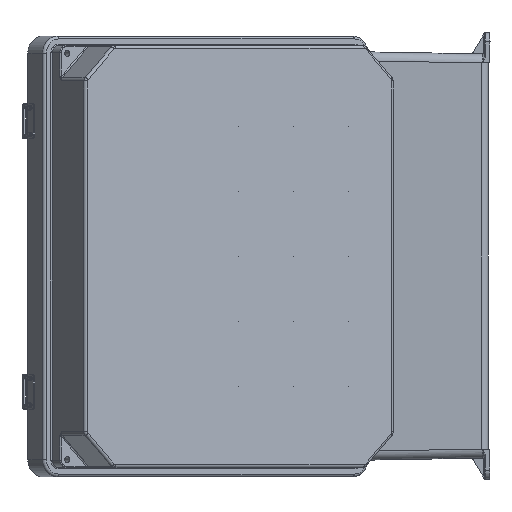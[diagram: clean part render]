
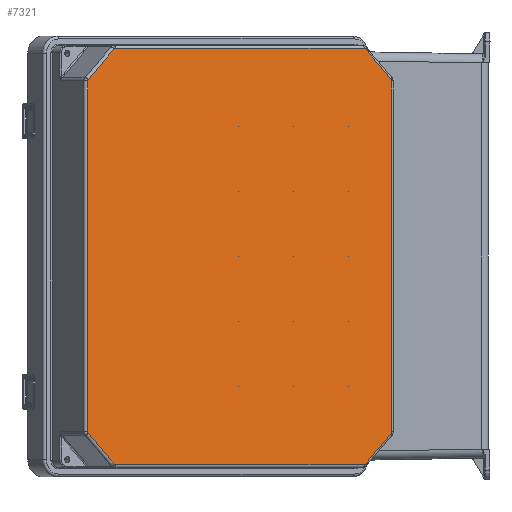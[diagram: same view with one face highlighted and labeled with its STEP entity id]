
A CAD part, left-side view. The second image highlights one B-rep face of the part: STEP entity #7321.
In plain terms, the highlighted face is planar.
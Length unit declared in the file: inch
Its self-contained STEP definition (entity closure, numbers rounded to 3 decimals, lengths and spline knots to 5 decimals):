
#237 = CARTESIAN_POINT ( 'NONE',  ( -6.23622, 3.24803, -13.75511 ) ) ;
#375 = VERTEX_POINT ( 'NONE', #16607 ) ;
#700 = DIRECTION ( 'NONE',  ( 0., 0., -1. ) ) ;
#701 = CARTESIAN_POINT ( 'NONE',  ( 6.23622, 3.24803, -1.55985 ) ) ;
#1515 = DIRECTION ( 'NONE',  ( 0., -1., 0. ) ) ;
#1651 = AXIS2_PLACEMENT_3D ( 'NONE', #7729, #33119, #11366 ) ;
#1806 = AXIS2_PLACEMENT_3D ( 'NONE', #44004, #22419, #700 ) ;
#2092 = CARTESIAN_POINT ( 'NONE',  ( 5.09763, 3.24803, -14.8937 ) ) ;
#2148 = EDGE_CURVE ( 'NONE', #3125, #39725, #23683, .T. ) ;
#2154 = DIRECTION ( 'NONE',  ( -0.707, 0., 0.707 ) ) ;
#2995 = LINE ( 'NONE', #10960, #29657 ) ;
#3123 = VERTEX_POINT ( 'NONE', #10908 ) ;
#3125 = VERTEX_POINT ( 'NONE', #29175 ) ;
#3430 = EDGE_LOOP ( 'NONE', ( #41975, #19420, #41927, #14121, #23183, #39536, #39945, #4576, #37748, #35146, #32246, #9838, #46403, #39144, #16507, #40285 ) ) ;
#3847 = CARTESIAN_POINT ( 'NONE',  ( -5.09763, 3.24803, -14.81496 ) ) ;
#4550 = DIRECTION ( 'NONE',  ( 0., 0., 1. ) ) ;
#4576 = ORIENTED_EDGE ( 'NONE', *, *, #2148, .T. ) ;
#4692 = CIRCLE ( 'NONE', #1651, 0.07874 ) ;
#5063 = LINE ( 'NONE', #41383, #23261 ) ;
#5245 = CIRCLE ( 'NONE', #25073, 0.07874 ) ;
#5399 = LINE ( 'NONE', #9126, #23583 ) ;
#5472 = CARTESIAN_POINT ( 'NONE',  ( 6.21316, 3.24803, -13.81078 ) ) ;
#5841 = AXIS2_PLACEMENT_3D ( 'NONE', #23250, #1515, #26857 ) ;
#5920 = CARTESIAN_POINT ( 'NONE',  ( -6.21316, 3.24803, -13.81078 ) ) ;
#6473 = VECTOR ( 'NONE', #39436, 39.37008 ) ;
#6571 = LINE ( 'NONE', #19575, #24746 ) ;
#7067 = VERTEX_POINT ( 'NONE', #27750 ) ;
#7321 = ADVANCED_FACE ( 'NONE', ( #46661 ), #22671, .T. ) ;
#7484 = DIRECTION ( 'NONE',  ( 0., 0., -1. ) ) ;
#7622 = AXIS2_PLACEMENT_3D ( 'NONE', #11675, #26280, #4550 ) ;
#7729 = CARTESIAN_POINT ( 'NONE',  ( 6.15748, 3.24803, -13.75511 ) ) ;
#7964 = EDGE_CURVE ( 'NONE', #37574, #3123, #22935, .T. ) ;
#8504 = EDGE_CURVE ( 'NONE', #44924, #31742, #4692, .T. ) ;
#8758 = DIRECTION ( 'NONE',  ( 0., 1., 0. ) ) ;
#9020 = CIRCLE ( 'NONE', #33944, 0.07874 ) ;
#9126 = CARTESIAN_POINT ( 'NONE',  ( 6.23622, 3.24803, -7.65748 ) ) ;
#9838 = ORIENTED_EDGE ( 'NONE', *, *, #16879, .F. ) ;
#10768 = CARTESIAN_POINT ( 'NONE',  ( 6.23622, 3.24803, -13.75511 ) ) ;
#10905 = VERTEX_POINT ( 'NONE', #40431 ) ;
#10908 = CARTESIAN_POINT ( 'NONE',  ( -6.23622, 3.24803, -1.55985 ) ) ;
#10960 = CARTESIAN_POINT ( 'NONE',  ( -6.21316, 3.24803, -1.50418 ) ) ;
#11221 = EDGE_CURVE ( 'NONE', #24818, #44924, #38996, .T. ) ;
#11366 = DIRECTION ( 'NONE',  ( 0., 0., -1. ) ) ;
#11651 = EDGE_CURVE ( 'NONE', #39725, #45126, #42967, .T. ) ;
#11675 = CARTESIAN_POINT ( 'NONE',  ( 0., 3.24803, -0.32283 ) ) ;
#12782 = DIRECTION ( 'NONE',  ( 0., 0., -1. ) ) ;
#13072 = VERTEX_POINT ( 'NONE', #15698 ) ;
#13296 = DIRECTION ( 'NONE',  ( 0., 1., 0. ) ) ;
#13345 = DIRECTION ( 'NONE',  ( 0., 1., 0. ) ) ;
#14120 = CARTESIAN_POINT ( 'NONE',  ( 6.21316, 3.24803, -1.50418 ) ) ;
#14121 = ORIENTED_EDGE ( 'NONE', *, *, #11221, .F. ) ;
#14247 = DIRECTION ( 'NONE',  ( 1., 0., 0. ) ) ;
#15698 = CARTESIAN_POINT ( 'NONE',  ( 5.1533, 3.24803, -0.44432 ) ) ;
#16108 = LINE ( 'NONE', #14120, #6473 ) ;
#16392 = DIRECTION ( 'NONE',  ( 0., -1., 0. ) ) ;
#16507 = ORIENTED_EDGE ( 'NONE', *, *, #25776, .T. ) ;
#16607 = CARTESIAN_POINT ( 'NONE',  ( -5.1533, 3.24803, -0.44432 ) ) ;
#16879 = EDGE_CURVE ( 'NONE', #375, #37574, #2995, .T. ) ;
#18292 = CARTESIAN_POINT ( 'NONE',  ( 6.21316, 3.24803, -13.81078 ) ) ;
#19420 = ORIENTED_EDGE ( 'NONE', *, *, #39384, .T. ) ;
#19575 = CARTESIAN_POINT ( 'NONE',  ( -6.23622, 3.24803, -7.65748 ) ) ;
#20177 = EDGE_CURVE ( 'NONE', #30276, #24818, #20328, .T. ) ;
#20328 = CIRCLE ( 'NONE', #1806, 0.07874 ) ;
#21432 = CARTESIAN_POINT ( 'NONE',  ( 5.09763, 3.24803, -14.8937 ) ) ;
#22419 = DIRECTION ( 'NONE',  ( 0., -1., 0. ) ) ;
#22671 = PLANE ( 'NONE',  #7622 ) ;
#22935 = CIRCLE ( 'NONE', #5841, 0.07874 ) ;
#23183 = ORIENTED_EDGE ( 'NONE', *, *, #20177, .F. ) ;
#23218 = DIRECTION ( 'NONE',  ( 0., 0., -1. ) ) ;
#23250 = CARTESIAN_POINT ( 'NONE',  ( -6.15748, 3.24803, -1.55985 ) ) ;
#23261 = VECTOR ( 'NONE', #27198, 39.37008 ) ;
#23583 = VECTOR ( 'NONE', #12782, 39.37008 ) ;
#23683 = LINE ( 'NONE', #23890, #41724 ) ;
#23890 = CARTESIAN_POINT ( 'NONE',  ( -6.21316, 3.24803, -13.81078 ) ) ;
#24176 = CARTESIAN_POINT ( 'NONE',  ( -5.09763, 3.24803, -14.8937 ) ) ;
#24746 = VECTOR ( 'NONE', #23218, 39.37008 ) ;
#24818 = VERTEX_POINT ( 'NONE', #45102 ) ;
#25073 = AXIS2_PLACEMENT_3D ( 'NONE', #38073, #16392, #41422 ) ;
#25776 = EDGE_CURVE ( 'NONE', #33950, #13072, #9020, .T. ) ;
#26280 = DIRECTION ( 'NONE',  ( 0., 1., 0. ) ) ;
#26857 = DIRECTION ( 'NONE',  ( 0., 0., 1. ) ) ;
#27198 = DIRECTION ( 'NONE',  ( 1., 0., 0. ) ) ;
#27273 = AXIS2_PLACEMENT_3D ( 'NONE', #35015, #13296, #38623 ) ;
#27480 = VECTOR ( 'NONE', #14247, 39.37008 ) ;
#27750 = CARTESIAN_POINT ( 'NONE',  ( -5.09763, 3.24803, -0.42126 ) ) ;
#29031 = EDGE_CURVE ( 'NONE', #38461, #30276, #37077, .T. ) ;
#29175 = CARTESIAN_POINT ( 'NONE',  ( -5.1533, 3.24803, -14.87064 ) ) ;
#29218 = DIRECTION ( 'NONE',  ( 0., 1., 0. ) ) ;
#29403 = VECTOR ( 'NONE', #43532, 39.37008 ) ;
#29657 = VECTOR ( 'NONE', #32726, 39.37008 ) ;
#29915 = EDGE_CURVE ( 'NONE', #10905, #38727, #37575, .T. ) ;
#30276 = VERTEX_POINT ( 'NONE', #2092 ) ;
#30498 = CARTESIAN_POINT ( 'NONE',  ( 5.09763, 3.24803, -0.5 ) ) ;
#31252 = EDGE_CURVE ( 'NONE', #7067, #375, #5245, .T. ) ;
#31311 = CARTESIAN_POINT ( 'NONE',  ( -6.21316, 3.24803, -1.50418 ) ) ;
#31742 = VERTEX_POINT ( 'NONE', #10768 ) ;
#32246 = ORIENTED_EDGE ( 'NONE', *, *, #7964, .F. ) ;
#32726 = DIRECTION ( 'NONE',  ( -0.707, 0., -0.707 ) ) ;
#33119 = DIRECTION ( 'NONE',  ( 0., -1., 0. ) ) ;
#33944 = AXIS2_PLACEMENT_3D ( 'NONE', #30498, #8758, #34137 ) ;
#33950 = VERTEX_POINT ( 'NONE', #38237 ) ;
#34137 = DIRECTION ( 'NONE',  ( 0., 0., 1. ) ) ;
#35015 = CARTESIAN_POINT ( 'NONE',  ( -6.15748, 3.24803, -13.75511 ) ) ;
#35067 = CARTESIAN_POINT ( 'NONE',  ( 6.15748, 3.24803, -1.55985 ) ) ;
#35146 = ORIENTED_EDGE ( 'NONE', *, *, #38842, .F. ) ;
#35456 = EDGE_CURVE ( 'NONE', #38461, #3125, #36927, .T. ) ;
#36927 = CIRCLE ( 'NONE', #40583, 0.07874 ) ;
#37077 = LINE ( 'NONE', #21432, #27480 ) ;
#37574 = VERTEX_POINT ( 'NONE', #31311 ) ;
#37575 = CIRCLE ( 'NONE', #45852, 0.07874 ) ;
#37748 = ORIENTED_EDGE ( 'NONE', *, *, #11651, .T. ) ;
#38073 = CARTESIAN_POINT ( 'NONE',  ( -5.09763, 3.24803, -0.5 ) ) ;
#38237 = CARTESIAN_POINT ( 'NONE',  ( 5.09763, 3.24803, -0.42126 ) ) ;
#38461 = VERTEX_POINT ( 'NONE', #24176 ) ;
#38623 = DIRECTION ( 'NONE',  ( 0., 0., -1. ) ) ;
#38676 = DIRECTION ( 'NONE',  ( 0., 0., 1. ) ) ;
#38727 = VERTEX_POINT ( 'NONE', #701 ) ;
#38842 = EDGE_CURVE ( 'NONE', #3123, #45126, #6571, .T. ) ;
#38996 = LINE ( 'NONE', #18292, #29403 ) ;
#39144 = ORIENTED_EDGE ( 'NONE', *, *, #44905, .T. ) ;
#39384 = EDGE_CURVE ( 'NONE', #38727, #31742, #5399, .T. ) ;
#39436 = DIRECTION ( 'NONE',  ( 0.707, 0., -0.707 ) ) ;
#39536 = ORIENTED_EDGE ( 'NONE', *, *, #29031, .F. ) ;
#39725 = VERTEX_POINT ( 'NONE', #5920 ) ;
#39945 = ORIENTED_EDGE ( 'NONE', *, *, #35456, .T. ) ;
#40285 = ORIENTED_EDGE ( 'NONE', *, *, #41870, .T. ) ;
#40431 = CARTESIAN_POINT ( 'NONE',  ( 6.21316, 3.24803, -1.50418 ) ) ;
#40583 = AXIS2_PLACEMENT_3D ( 'NONE', #3847, #29218, #7484 ) ;
#41383 = CARTESIAN_POINT ( 'NONE',  ( 5.09763, 3.24803, -0.42126 ) ) ;
#41422 = DIRECTION ( 'NONE',  ( 0., 0., 1. ) ) ;
#41724 = VECTOR ( 'NONE', #2154, 39.37008 ) ;
#41870 = EDGE_CURVE ( 'NONE', #13072, #10905, #16108, .T. ) ;
#41927 = ORIENTED_EDGE ( 'NONE', *, *, #8504, .F. ) ;
#41975 = ORIENTED_EDGE ( 'NONE', *, *, #29915, .T. ) ;
#42967 = CIRCLE ( 'NONE', #27273, 0.07874 ) ;
#43532 = DIRECTION ( 'NONE',  ( 0.707, 0., 0.707 ) ) ;
#44004 = CARTESIAN_POINT ( 'NONE',  ( 5.09763, 3.24803, -14.81496 ) ) ;
#44905 = EDGE_CURVE ( 'NONE', #7067, #33950, #5063, .T. ) ;
#44924 = VERTEX_POINT ( 'NONE', #5472 ) ;
#45102 = CARTESIAN_POINT ( 'NONE',  ( 5.1533, 3.24803, -14.87064 ) ) ;
#45126 = VERTEX_POINT ( 'NONE', #237 ) ;
#45852 = AXIS2_PLACEMENT_3D ( 'NONE', #35067, #13345, #38676 ) ;
#46403 = ORIENTED_EDGE ( 'NONE', *, *, #31252, .F. ) ;
#46661 = FACE_OUTER_BOUND ( 'NONE', #3430, .T. ) ;
